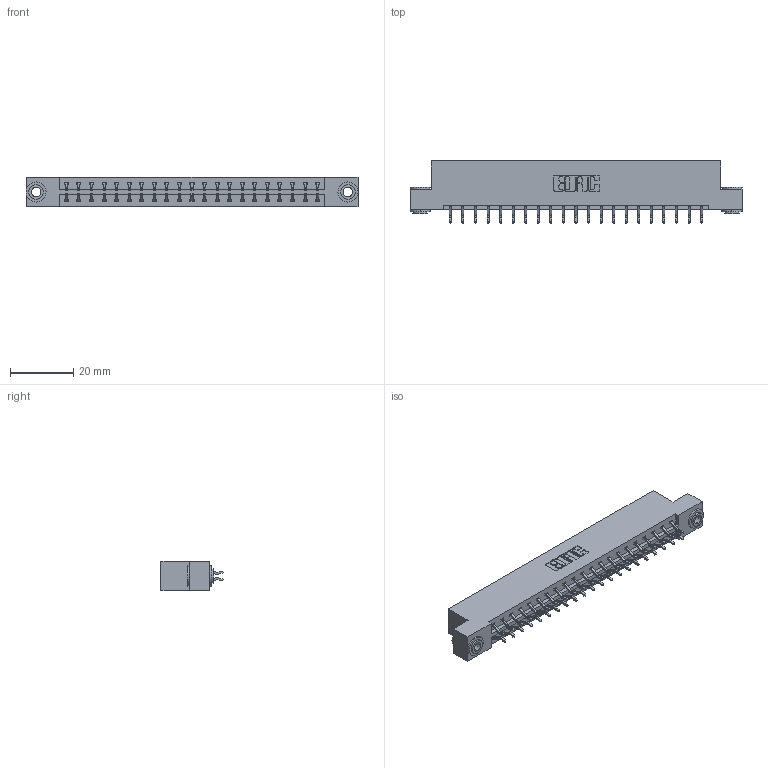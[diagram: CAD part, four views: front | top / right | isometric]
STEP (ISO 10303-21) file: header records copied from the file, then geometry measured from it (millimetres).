
FILE_DESCRIPTION (( 'STEP AP203' ), '1' );
FILE_NAME ('333-042-556-203.STEP', '2018-08-03T19:28:07', ( '' ), ( '' ), 'SwSTEP 2.0', 'SolidWorks 2016', '' );
FILE_SCHEMA (( 'CONFIG_CONTROL_DESIGN' ));
Length unit declared in the file: inch
Products named in the file (4): 333 Part_Flush - .156 Dia - TH; 345-292-001_556 Tail; 345-250-002_345-250-002-102; 333-042-556-203
Assembly tree (45 placements, depth 2):
  333-042-556-203
    333 Part_Flush - .156 Dia - TH
    345-292-001_556 Tail  x42
    345-250-002_345-250-002-102  x2
Bounding box: 104.75 x 19.57 x 9.4 mm (x, y, z)
Volume: 10515.7 mm3; surface area: 12386 mm2
Topology: 45 solids, 45 shells, 2588 faces, 7653 edges, 5042 vertices
Faces by surface type: plane 1760, cylinder 820, cone 8
Entity records: 17096 total; most frequent: CARTESIAN_POINT 2849, ORIENTED_EDGE 2766, DIRECTION 2493, EDGE_CURVE 1383, VECTOR 1223, LINE 1223, VERTEX_POINT 918, AXIS2_PLACEMENT_3D 635
